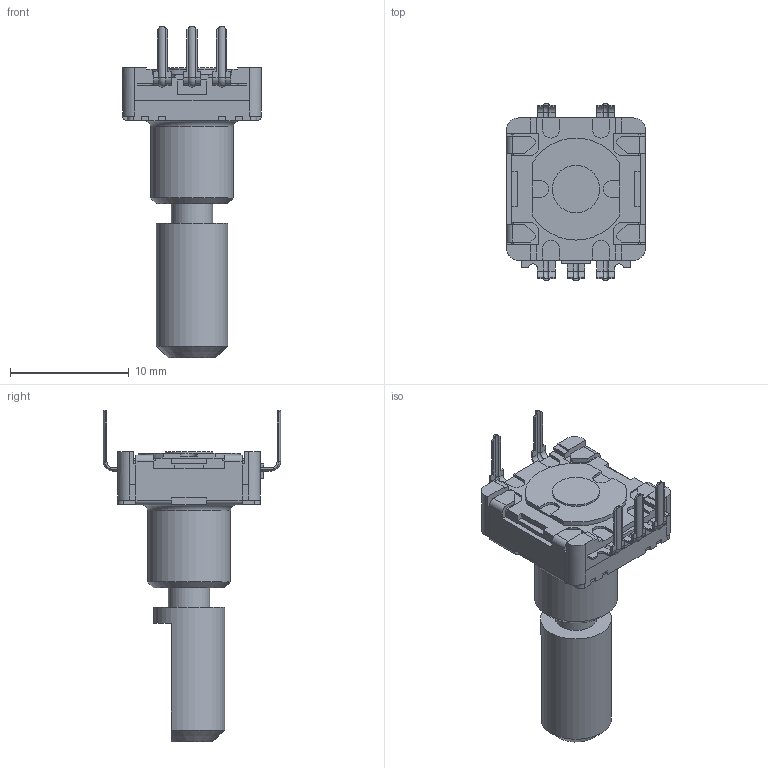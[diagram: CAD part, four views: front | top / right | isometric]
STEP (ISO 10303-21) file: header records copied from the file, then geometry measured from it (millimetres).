
FILE_DESCRIPTION(/* description */ ('STEP AP203'),/* implementation_level */ '2;1');
FILE_NAME(/* name */ 'RotaryEncoderV2.stp',/* time_stamp */ '2021-11-15T23:34:21+01:00',/* author */ ('Markus'),/* organization */ ('TraceParts S.A.'),/* preprocessor_version */ 'ST-DEVELOPER v16.13',/* originating_system */ 'Autodesk Inventor 2018',/* authorisation */ ' ');
FILE_SCHEMA (('AUTOMOTIVE_DESIGN { 1 0 10303 214 3 1 1 }'));
Length unit declared in the file: millimetre
Products named in the file (1): RotaryEncoderV4
Bounding box: 11.7 x 14.95 x 28 mm (x, y, z)
Volume: 1121.6 mm3; surface area: 983 mm2
Topology: 1 solids, 1 shells, 396 faces, 1029 edges, 646 vertices
Faces by surface type: plane 308, cylinder 75, torus 11, cone 2
Full cylindrical faces by diameter (mm): 3.5 x1, 4 x1, 6 x1, 7 x1
Entity records: 12141 total; most frequent: CARTESIAN_POINT 2198, ORIENTED_EDGE 2044, DIRECTION 1956, EDGE_CURVE 1022, LINE 858, VECTOR 858, VERTEX_POINT 645, AXIS2_PLACEMENT_3D 549
